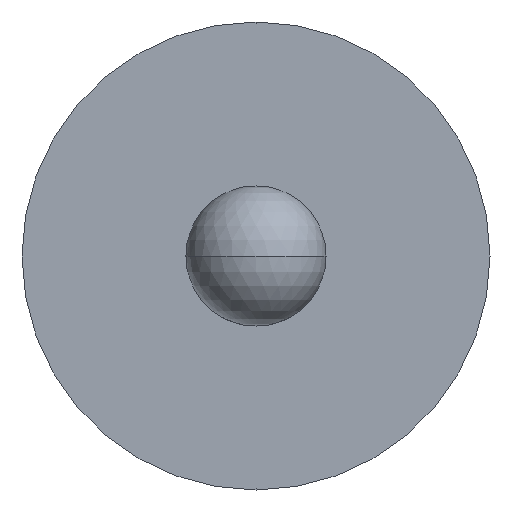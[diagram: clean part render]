
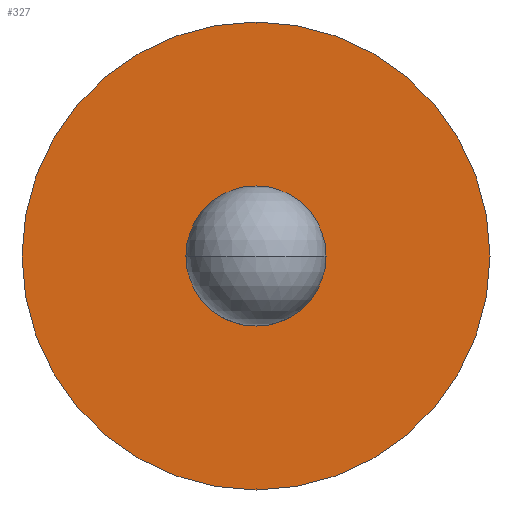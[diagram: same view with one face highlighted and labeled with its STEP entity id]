
A CAD part, front view. The second image highlights one B-rep face of the part: STEP entity #327.
In plain terms, the highlighted planar face has unit normal (0, -1, 0).
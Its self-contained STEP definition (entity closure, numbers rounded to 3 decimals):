
#8 = CIRCLE ( 'NONE', #38, 2.415 ) ;
#23 = CARTESIAN_POINT ( 'NONE',  ( 2.415, 28.2, 0. ) ) ;
#34 = CARTESIAN_POINT ( 'NONE',  ( 0., 28.2, 0. ) ) ;
#38 = AXIS2_PLACEMENT_3D ( 'NONE', #354, #373, #389 ) ;
#45 = EDGE_LOOP ( 'NONE', ( #187, #167 ) ) ;
#56 = DIRECTION ( 'NONE',  ( 0., -1., 0. ) ) ;
#66 = AXIS2_PLACEMENT_3D ( 'NONE', #23, #108, #398 ) ;
#69 = FACE_OUTER_BOUND ( 'NONE', #328, .T. ) ;
#77 = CARTESIAN_POINT ( 'NONE',  ( 0., 28.2, 8.065 ) ) ;
#98 = AXIS2_PLACEMENT_3D ( 'NONE', #149, #56, #138 ) ;
#100 = EDGE_CURVE ( 'NONE', #234, #241, #242, .T. ) ;
#108 = DIRECTION ( 'NONE',  ( 0., -1., 0. ) ) ;
#120 = AXIS2_PLACEMENT_3D ( 'NONE', #277, #201, #324 ) ;
#136 = CARTESIAN_POINT ( 'NONE',  ( 0., 28.2, -8.065 ) ) ;
#138 = DIRECTION ( 'NONE',  ( 0., 0., -1. ) ) ;
#142 = PLANE ( 'NONE',  #66 ) ;
#146 = AXIS2_PLACEMENT_3D ( 'NONE', #34, #156, #147 ) ;
#147 = DIRECTION ( 'NONE',  ( 0., 0., -1. ) ) ;
#149 = CARTESIAN_POINT ( 'NONE',  ( 0., 28.2, 0. ) ) ;
#156 = DIRECTION ( 'NONE',  ( 0., -1., 0. ) ) ;
#167 = ORIENTED_EDGE ( 'NONE', *, *, #383, .F. ) ;
#187 = ORIENTED_EDGE ( 'NONE', *, *, #256, .F. ) ;
#191 = ORIENTED_EDGE ( 'NONE', *, *, #294, .T. ) ;
#197 = FACE_BOUND ( 'NONE', #45, .T. ) ;
#201 = DIRECTION ( 'NONE',  ( 0., -1., 0. ) ) ;
#210 = ORIENTED_EDGE ( 'NONE', *, *, #100, .T. ) ;
#222 = CARTESIAN_POINT ( 'NONE',  ( 0., 28.2, 2.415 ) ) ;
#234 = VERTEX_POINT ( 'NONE', #136 ) ;
#241 = VERTEX_POINT ( 'NONE', #77 ) ;
#242 = CIRCLE ( 'NONE', #146, 8.065 ) ;
#243 = VERTEX_POINT ( 'NONE', #326 ) ;
#256 = EDGE_CURVE ( 'NONE', #243, #397, #334, .T. ) ;
#277 = CARTESIAN_POINT ( 'NONE',  ( 0., 28.2, 0. ) ) ;
#294 = EDGE_CURVE ( 'NONE', #241, #234, #372, .T. ) ;
#324 = DIRECTION ( 'NONE',  ( 0., 0., -1. ) ) ;
#326 = CARTESIAN_POINT ( 'NONE',  ( 0., 28.2, -2.415 ) ) ;
#327 = ADVANCED_FACE ( 'NONE', ( #69, #197 ), #142, .T. ) ;
#328 = EDGE_LOOP ( 'NONE', ( #210, #191 ) ) ;
#334 = CIRCLE ( 'NONE', #120, 2.415 ) ;
#354 = CARTESIAN_POINT ( 'NONE',  ( 0., 28.2, 0. ) ) ;
#372 = CIRCLE ( 'NONE', #98, 8.065 ) ;
#373 = DIRECTION ( 'NONE',  ( 0., -1., 0. ) ) ;
#383 = EDGE_CURVE ( 'NONE', #397, #243, #8, .T. ) ;
#389 = DIRECTION ( 'NONE',  ( 0., 0., -1. ) ) ;
#397 = VERTEX_POINT ( 'NONE', #222 ) ;
#398 = DIRECTION ( 'NONE',  ( 0., 0., -1. ) ) ;
